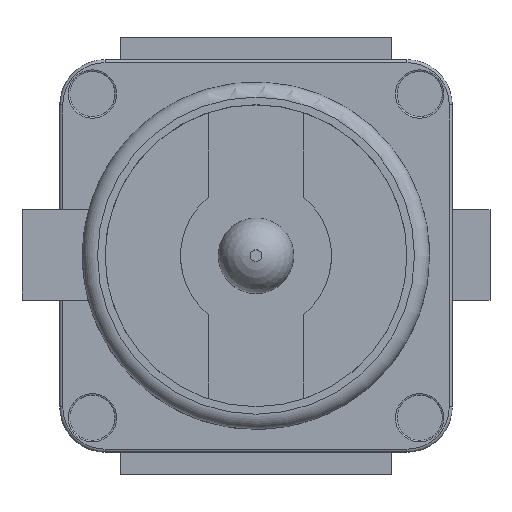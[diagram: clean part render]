
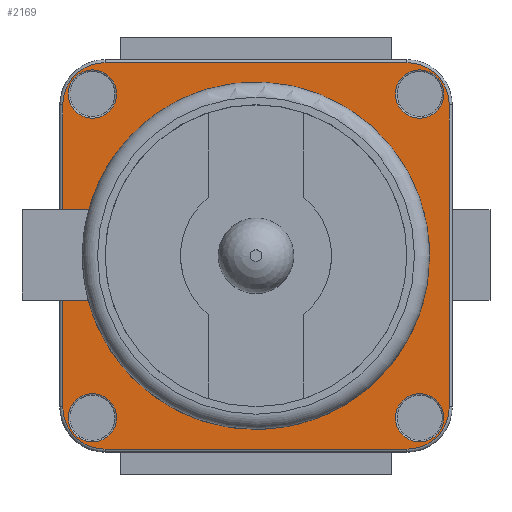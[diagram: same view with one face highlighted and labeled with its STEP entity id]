
A CAD part, top view. The second image highlights one B-rep face of the part: STEP entity #2169.
In plain terms, the highlighted planar face has unit normal (0, 0, 1).
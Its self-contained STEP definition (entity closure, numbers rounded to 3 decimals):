
#46=FACE_BOUND('',#750,.T.);
#47=FACE_BOUND('',#751,.T.);
#48=FACE_BOUND('',#752,.T.);
#49=FACE_BOUND('',#753,.T.);
#86=PLANE('',#2431);
#204=LINE('',#3547,#404);
#205=LINE('',#3551,#405);
#206=LINE('',#3555,#406);
#207=LINE('',#3559,#407);
#208=LINE('',#3563,#408);
#209=LINE('',#3565,#409);
#210=LINE('',#3568,#410);
#404=VECTOR('',#2851,10.);
#405=VECTOR('',#2854,10.);
#406=VECTOR('',#2857,10.);
#407=VECTOR('',#2860,10.);
#408=VECTOR('',#2863,10.);
#409=VECTOR('',#2864,10.);
#410=VECTOR('',#2867,10.);
#615=FACE_OUTER_BOUND('',#749,.T.);
#749=EDGE_LOOP('',(#1702,#1703,#1704,#1705,#1706,#1707,#1708,#1709,#1710,
#1711,#1712,#1713));
#750=EDGE_LOOP('',(#1714));
#751=EDGE_LOOP('',(#1715));
#752=EDGE_LOOP('',(#1716));
#753=EDGE_LOOP('',(#1717));
#873=CIRCLE('',#2428,0.16);
#876=CIRCLE('',#2432,0.28);
#877=CIRCLE('',#2433,0.28);
#878=CIRCLE('',#2434,0.28);
#879=CIRCLE('',#2435,0.28);
#880=CIRCLE('',#2436,1.15);
#881=CIRCLE('',#2437,0.16);
#882=CIRCLE('',#2438,0.16);
#883=CIRCLE('',#2439,0.16);
#1030=VERTEX_POINT('',#3539);
#1032=VERTEX_POINT('',#3545);
#1033=VERTEX_POINT('',#3546);
#1034=VERTEX_POINT('',#3548);
#1035=VERTEX_POINT('',#3550);
#1036=VERTEX_POINT('',#3552);
#1037=VERTEX_POINT('',#3554);
#1038=VERTEX_POINT('',#3556);
#1039=VERTEX_POINT('',#3558);
#1040=VERTEX_POINT('',#3560);
#1041=VERTEX_POINT('',#3562);
#1042=VERTEX_POINT('',#3564);
#1043=VERTEX_POINT('',#3566);
#1044=VERTEX_POINT('',#3569);
#1045=VERTEX_POINT('',#3571);
#1046=VERTEX_POINT('',#3573);
#1271=EDGE_CURVE('',#1030,#1030,#873,.T.);
#1274=EDGE_CURVE('',#1032,#1033,#204,.T.);
#1275=EDGE_CURVE('',#1034,#1032,#876,.T.);
#1276=EDGE_CURVE('',#1035,#1034,#205,.T.);
#1277=EDGE_CURVE('',#1036,#1035,#877,.T.);
#1278=EDGE_CURVE('',#1037,#1036,#206,.T.);
#1279=EDGE_CURVE('',#1038,#1037,#878,.T.);
#1280=EDGE_CURVE('',#1039,#1038,#207,.T.);
#1281=EDGE_CURVE('',#1040,#1039,#879,.T.);
#1282=EDGE_CURVE('',#1041,#1040,#208,.T.);
#1283=EDGE_CURVE('',#1041,#1042,#209,.T.);
#1284=EDGE_CURVE('',#1042,#1043,#880,.T.);
#1285=EDGE_CURVE('',#1043,#1033,#210,.T.);
#1286=EDGE_CURVE('',#1044,#1044,#881,.T.);
#1287=EDGE_CURVE('',#1045,#1045,#882,.T.);
#1288=EDGE_CURVE('',#1046,#1046,#883,.T.);
#1702=ORIENTED_EDGE('',*,*,#1274,.F.);
#1703=ORIENTED_EDGE('',*,*,#1275,.F.);
#1704=ORIENTED_EDGE('',*,*,#1276,.F.);
#1705=ORIENTED_EDGE('',*,*,#1277,.F.);
#1706=ORIENTED_EDGE('',*,*,#1278,.F.);
#1707=ORIENTED_EDGE('',*,*,#1279,.F.);
#1708=ORIENTED_EDGE('',*,*,#1280,.F.);
#1709=ORIENTED_EDGE('',*,*,#1281,.F.);
#1710=ORIENTED_EDGE('',*,*,#1282,.F.);
#1711=ORIENTED_EDGE('',*,*,#1283,.T.);
#1712=ORIENTED_EDGE('',*,*,#1284,.T.);
#1713=ORIENTED_EDGE('',*,*,#1285,.T.);
#1714=ORIENTED_EDGE('',*,*,#1286,.F.);
#1715=ORIENTED_EDGE('',*,*,#1287,.F.);
#1716=ORIENTED_EDGE('',*,*,#1288,.F.);
#1717=ORIENTED_EDGE('',*,*,#1271,.F.);
#2169=ADVANCED_FACE('',(#615,#46,#47,#48,#49),#86,.T.);
#2428=AXIS2_PLACEMENT_3D('',#3540,#2843,#2844);
#2431=AXIS2_PLACEMENT_3D('',#3544,#2849,#2850);
#2432=AXIS2_PLACEMENT_3D('',#3549,#2852,#2853);
#2433=AXIS2_PLACEMENT_3D('',#3553,#2855,#2856);
#2434=AXIS2_PLACEMENT_3D('',#3557,#2858,#2859);
#2435=AXIS2_PLACEMENT_3D('',#3561,#2861,#2862);
#2436=AXIS2_PLACEMENT_3D('',#3567,#2865,#2866);
#2437=AXIS2_PLACEMENT_3D('',#3570,#2868,#2869);
#2438=AXIS2_PLACEMENT_3D('',#3572,#2870,#2871);
#2439=AXIS2_PLACEMENT_3D('',#3574,#2872,#2873);
#2843=DIRECTION('center_axis',(0.,0.,1.));
#2844=DIRECTION('ref_axis',(-1.,0.,0.));
#2849=DIRECTION('center_axis',(0.,0.,1.));
#2850=DIRECTION('ref_axis',(1.,0.,0.));
#2851=DIRECTION('',(0.,1.,0.));
#2852=DIRECTION('center_axis',(0.,0.,-1.));
#2853=DIRECTION('ref_axis',(-0.707,-0.707,0.));
#2854=DIRECTION('',(-1.,0.,0.));
#2855=DIRECTION('center_axis',(0.,0.,-1.));
#2856=DIRECTION('ref_axis',(0.707,-0.707,0.));
#2857=DIRECTION('',(0.,-1.,0.));
#2858=DIRECTION('center_axis',(0.,0.,-1.));
#2859=DIRECTION('ref_axis',(0.707,0.707,0.));
#2860=DIRECTION('',(1.,0.,0.));
#2861=DIRECTION('center_axis',(0.,0.,-1.));
#2862=DIRECTION('ref_axis',(-0.707,0.707,0.));
#2863=DIRECTION('',(0.,1.,0.));
#2864=DIRECTION('',(1.,0.,0.));
#2865=DIRECTION('center_axis',(0.,0.,-1.));
#2866=DIRECTION('ref_axis',(-1.,0.,0.));
#2867=DIRECTION('',(-1.,0.,0.));
#2868=DIRECTION('center_axis',(0.,0.,1.));
#2869=DIRECTION('ref_axis',(-1.,0.,0.));
#2870=DIRECTION('center_axis',(0.,0.,1.));
#2871=DIRECTION('ref_axis',(-1.,0.,0.));
#2872=DIRECTION('center_axis',(0.,0.,1.));
#2873=DIRECTION('ref_axis',(-1.,0.,0.));
#3539=CARTESIAN_POINT('',(-0.924,1.072,0.35));
#3540=CARTESIAN_POINT('Origin',(-1.084,1.072,0.35));
#3544=CARTESIAN_POINT('Origin',(0.,0.,0.35));
#3545=CARTESIAN_POINT('',(-1.28,-1.,0.35));
#3546=CARTESIAN_POINT('',(-1.28,-0.292,0.35));
#3547=CARTESIAN_POINT('',(-1.28,0.65,0.35));
#3548=CARTESIAN_POINT('',(-1.,-1.28,0.35));
#3549=CARTESIAN_POINT('Origin',(-1.,-1.,0.35));
#3550=CARTESIAN_POINT('',(1.,-1.28,0.35));
#3551=CARTESIAN_POINT('',(-0.65,-1.28,0.35));
#3552=CARTESIAN_POINT('',(1.28,-1.,0.35));
#3553=CARTESIAN_POINT('Origin',(1.,-1.,0.35));
#3554=CARTESIAN_POINT('',(1.28,1.,0.35));
#3555=CARTESIAN_POINT('',(1.28,-0.65,0.35));
#3556=CARTESIAN_POINT('',(1.,1.28,0.35));
#3557=CARTESIAN_POINT('Origin',(1.,1.,0.35));
#3558=CARTESIAN_POINT('',(-1.,1.28,0.35));
#3559=CARTESIAN_POINT('',(0.65,1.28,0.35));
#3560=CARTESIAN_POINT('',(-1.28,1.,0.35));
#3561=CARTESIAN_POINT('Origin',(-1.,1.,0.35));
#3562=CARTESIAN_POINT('',(-1.28,0.308,0.35));
#3563=CARTESIAN_POINT('',(-1.28,0.65,0.35));
#3564=CARTESIAN_POINT('',(-1.108,0.308,0.35));
#3565=CARTESIAN_POINT('',(-0.554,0.308,0.35));
#3566=CARTESIAN_POINT('',(-1.112,-0.292,0.35));
#3567=CARTESIAN_POINT('Origin',(0.,0.,0.35));
#3568=CARTESIAN_POINT('',(-0.775,-0.292,0.35));
#3569=CARTESIAN_POINT('',(1.244,1.072,0.35));
#3570=CARTESIAN_POINT('Origin',(1.084,1.072,0.35));
#3571=CARTESIAN_POINT('',(1.244,-1.072,0.35));
#3572=CARTESIAN_POINT('Origin',(1.084,-1.072,0.35));
#3573=CARTESIAN_POINT('',(-0.924,-1.072,0.35));
#3574=CARTESIAN_POINT('Origin',(-1.084,-1.072,0.35));
